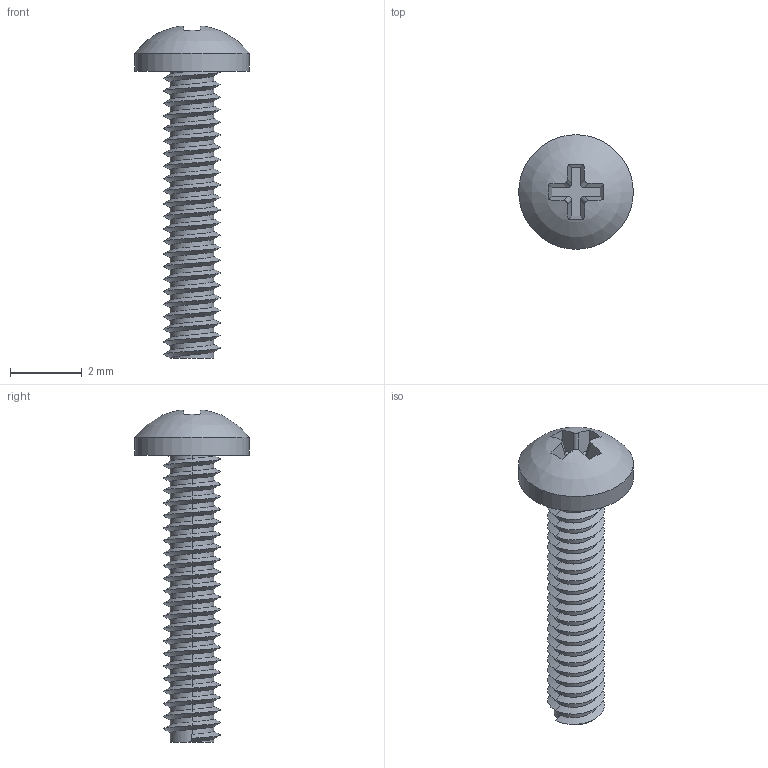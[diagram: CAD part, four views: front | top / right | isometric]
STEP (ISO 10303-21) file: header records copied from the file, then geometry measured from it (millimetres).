
FILE_DESCRIPTION(('FreeCAD Model'),'2;1');
FILE_NAME('Open CASCADE Shape Model','2024-01-09T12:59:52',('FreeCAD'),( 'FreeCAD'),'Open CASCADE STEP processor 7.6','FreeCAD','Unknown');
FILE_SCHEMA(('AUTOMOTIVE_DESIGN { 1 0 10303 214 1 1 1 1 }'));
Length unit declared in the file: millimetre
Products named in the file (1): Open CASCADE STEP translator 7.6 1
Bounding box: 3.2 x 3.2 x 9.26 mm (x, y, z)
Volume: 18.1 mm3; surface area: 79.8 mm2
Topology: 1 solids, 1 shells, 136 faces, 285 edges, 152 vertices
Faces by surface type: bspline 106, cylinder 25, plane 4, sphere 1
Full cylindrical faces by diameter (mm): 1.221 x23, 3.2 x1
Entity records: 18367 total; most frequent: CARTESIAN_POINT 16328, ORIENTED_EDGE 570, EDGE_CURVE 285, B_SPLINE_CURVE_WITH_KNOTS 239, VERTEX_POINT 152, FACE_BOUND 137, EDGE_LOOP 137, ADVANCED_FACE 136
